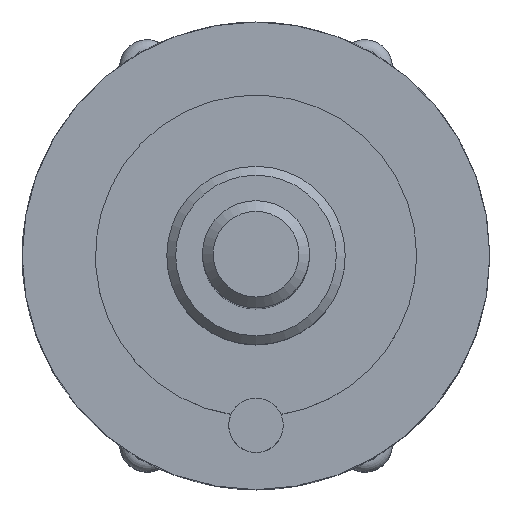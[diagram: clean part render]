
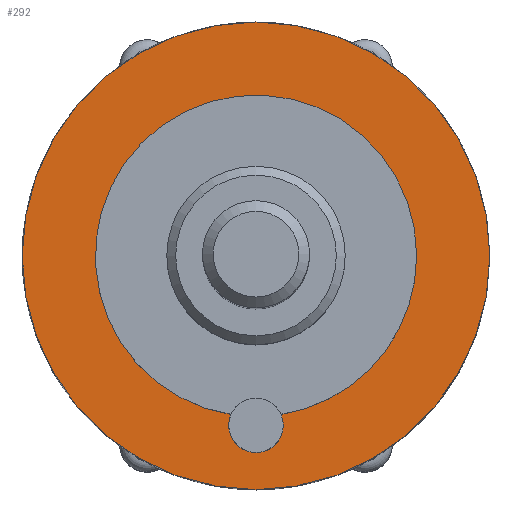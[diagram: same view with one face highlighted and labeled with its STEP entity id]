
A CAD part, top view. The second image highlights one B-rep face of the part: STEP entity #292.
In plain terms, the highlighted planar face has unit normal (0, 0, 1).
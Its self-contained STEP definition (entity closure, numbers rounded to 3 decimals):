
#197 = VERTEX_POINT('',#198);
#198 = CARTESIAN_POINT('',(9.,0.,-3.6));
#206 = VERTEX_POINT('',#207);
#207 = CARTESIAN_POINT('',(1.398,-8.891,-3.6));
#213 = EDGE_CURVE('',#206,#197,#214,.T.);
#214 = CIRCLE('',#215,9.);
#215 = AXIS2_PLACEMENT_3D('',#216,#217,#218);
#216 = CARTESIAN_POINT('',(0.,0.,-3.6));
#217 = DIRECTION('',(0.,0.,1.));
#218 = DIRECTION('',(1.,0.,0.));
#228 = EDGE_CURVE('',#229,#206,#231,.T.);
#229 = VERTEX_POINT('',#230);
#230 = CARTESIAN_POINT('',(1.525,-9.5,-3.6));
#231 = CIRCLE('',#232,1.525);
#232 = AXIS2_PLACEMENT_3D('',#233,#234,#235);
#233 = CARTESIAN_POINT('',(0.,-9.5,-3.6));
#234 = DIRECTION('',(0.,0.,1.));
#235 = DIRECTION('',(1.,0.,0.));
#253 = EDGE_CURVE('',#254,#229,#256,.T.);
#254 = VERTEX_POINT('',#255);
#255 = CARTESIAN_POINT('',(-1.398,-8.891,-3.6));
#256 = CIRCLE('',#257,1.525);
#257 = AXIS2_PLACEMENT_3D('',#258,#259,#260);
#258 = CARTESIAN_POINT('',(0.,-9.5,-3.6));
#259 = DIRECTION('',(0.,0.,1.));
#260 = DIRECTION('',(1.,0.,0.));
#280 = EDGE_CURVE('',#197,#254,#281,.T.);
#281 = CIRCLE('',#282,9.);
#282 = AXIS2_PLACEMENT_3D('',#283,#284,#285);
#283 = CARTESIAN_POINT('',(0.,0.,-3.6));
#284 = DIRECTION('',(0.,0.,1.));
#285 = DIRECTION('',(1.,0.,0.));
#292 = ADVANCED_FACE('',(#293,#304),#310,.F.);
#293 = FACE_BOUND('',#294,.F.);
#294 = EDGE_LOOP('',(#295));
#295 = ORIENTED_EDGE('',*,*,#296,.T.);
#296 = EDGE_CURVE('',#297,#297,#299,.T.);
#297 = VERTEX_POINT('',#298);
#298 = CARTESIAN_POINT('',(13.1,0.,-3.6));
#299 = CIRCLE('',#300,13.1);
#300 = AXIS2_PLACEMENT_3D('',#301,#302,#303);
#301 = CARTESIAN_POINT('',(0.,0.,-3.6));
#302 = DIRECTION('',(0.,0.,-1.));
#303 = DIRECTION('',(1.,0.,0.));
#304 = FACE_BOUND('',#305,.F.);
#305 = EDGE_LOOP('',(#306,#307,#308,#309));
#306 = ORIENTED_EDGE('',*,*,#213,.T.);
#307 = ORIENTED_EDGE('',*,*,#280,.T.);
#308 = ORIENTED_EDGE('',*,*,#253,.T.);
#309 = ORIENTED_EDGE('',*,*,#228,.T.);
#310 = PLANE('',#311);
#311 = AXIS2_PLACEMENT_3D('',#312,#313,#314);
#312 = CARTESIAN_POINT('',(0.,0.,-3.6));
#313 = DIRECTION('',(-0.,-0.,-1.));
#314 = DIRECTION('',(-1.,0.,0.));
